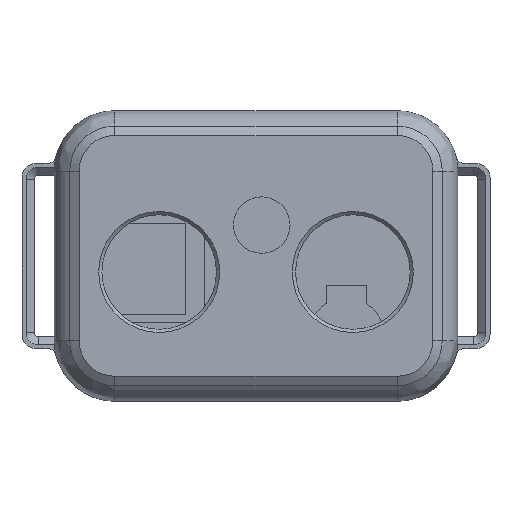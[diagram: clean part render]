
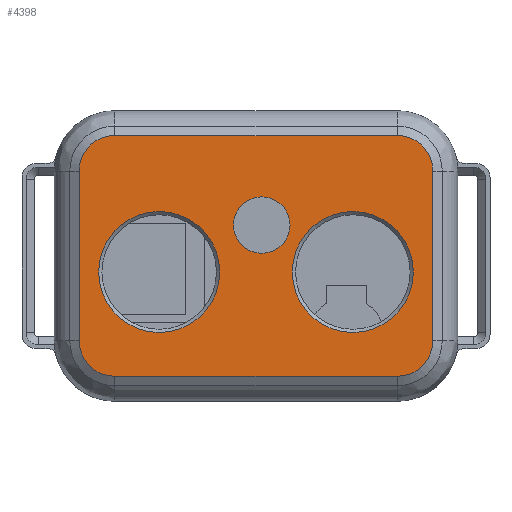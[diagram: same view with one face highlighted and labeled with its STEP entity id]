
A CAD part, top view. The second image highlights one B-rep face of the part: STEP entity #4398.
In plain terms, the highlighted planar face has unit normal (0, 0, 1).
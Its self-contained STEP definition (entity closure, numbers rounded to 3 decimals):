
#39=FACE_BOUND('',#557,.T.);
#40=FACE_BOUND('',#558,.T.);
#41=FACE_BOUND('',#559,.T.);
#62=PLANE('',#4674);
#301=FACE_OUTER_BOUND('',#556,.T.);
#556=EDGE_LOOP('',(#3068,#3069,#3070,#3071,#3072,#3073,#3074,#3075));
#557=EDGE_LOOP('',(#3076));
#558=EDGE_LOOP('',(#3077));
#559=EDGE_LOOP('',(#3078));
#834=LINE('',#6448,#1320);
#835=LINE('',#6452,#1321);
#836=LINE('',#6456,#1322);
#837=LINE('',#6459,#1323);
#1320=VECTOR('',#5112,10.);
#1321=VECTOR('',#5115,10.);
#1322=VECTOR('',#5118,10.);
#1323=VECTOR('',#5121,10.);
#1804=CIRCLE('',#4670,3.5);
#1807=CIRCLE('',#4675,4.419);
#1808=CIRCLE('',#4676,4.419);
#1809=CIRCLE('',#4677,4.419);
#1810=CIRCLE('',#4678,4.419);
#1811=CIRCLE('',#4679,7.5);
#1812=CIRCLE('',#4680,7.5);
#1970=VERTEX_POINT('',#6434);
#1973=VERTEX_POINT('',#6444);
#1974=VERTEX_POINT('',#6445);
#1975=VERTEX_POINT('',#6447);
#1976=VERTEX_POINT('',#6449);
#1977=VERTEX_POINT('',#6451);
#1978=VERTEX_POINT('',#6453);
#1979=VERTEX_POINT('',#6455);
#1980=VERTEX_POINT('',#6457);
#1981=VERTEX_POINT('',#6460);
#1982=VERTEX_POINT('',#6462);
#2398=EDGE_CURVE('',#1970,#1970,#1804,.T.);
#2403=EDGE_CURVE('',#1973,#1974,#1807,.T.);
#2404=EDGE_CURVE('',#1974,#1975,#834,.T.);
#2405=EDGE_CURVE('',#1975,#1976,#1808,.T.);
#2406=EDGE_CURVE('',#1976,#1977,#835,.T.);
#2407=EDGE_CURVE('',#1977,#1978,#1809,.T.);
#2408=EDGE_CURVE('',#1978,#1979,#836,.T.);
#2409=EDGE_CURVE('',#1979,#1980,#1810,.T.);
#2410=EDGE_CURVE('',#1980,#1973,#837,.T.);
#2411=EDGE_CURVE('',#1981,#1981,#1811,.T.);
#2412=EDGE_CURVE('',#1982,#1982,#1812,.T.);
#3068=ORIENTED_EDGE('',*,*,#2403,.T.);
#3069=ORIENTED_EDGE('',*,*,#2404,.T.);
#3070=ORIENTED_EDGE('',*,*,#2405,.T.);
#3071=ORIENTED_EDGE('',*,*,#2406,.T.);
#3072=ORIENTED_EDGE('',*,*,#2407,.T.);
#3073=ORIENTED_EDGE('',*,*,#2408,.T.);
#3074=ORIENTED_EDGE('',*,*,#2409,.T.);
#3075=ORIENTED_EDGE('',*,*,#2410,.T.);
#3076=ORIENTED_EDGE('',*,*,#2411,.T.);
#3077=ORIENTED_EDGE('',*,*,#2412,.T.);
#3078=ORIENTED_EDGE('',*,*,#2398,.F.);
#4398=ADVANCED_FACE('',(#301,#39,#40,#41),#62,.T.);
#4670=AXIS2_PLACEMENT_3D('',#6435,#5098,#5099);
#4674=AXIS2_PLACEMENT_3D('',#6443,#5108,#5109);
#4675=AXIS2_PLACEMENT_3D('',#6446,#5110,#5111);
#4676=AXIS2_PLACEMENT_3D('',#6450,#5113,#5114);
#4677=AXIS2_PLACEMENT_3D('',#6454,#5116,#5117);
#4678=AXIS2_PLACEMENT_3D('',#6458,#5119,#5120);
#4679=AXIS2_PLACEMENT_3D('',#6461,#5122,#5123);
#4680=AXIS2_PLACEMENT_3D('',#6463,#5124,#5125);
#5098=DIRECTION('center_axis',(0.,0.,1.));
#5099=DIRECTION('ref_axis',(1.,0.,0.));
#5108=DIRECTION('center_axis',(0.,0.,1.));
#5109=DIRECTION('ref_axis',(1.,0.,0.));
#5110=DIRECTION('center_axis',(0.,0.,1.));
#5111=DIRECTION('ref_axis',(0.,1.,0.));
#5112=DIRECTION('',(-1.,0.,0.));
#5113=DIRECTION('center_axis',(0.,0.,1.));
#5114=DIRECTION('ref_axis',(-1.,0.,0.));
#5115=DIRECTION('',(0.,-1.,0.));
#5116=DIRECTION('center_axis',(0.,0.,1.));
#5117=DIRECTION('ref_axis',(0.,-1.,0.));
#5118=DIRECTION('',(1.,0.,0.));
#5119=DIRECTION('center_axis',(0.,0.,1.));
#5120=DIRECTION('ref_axis',(1.,0.,0.));
#5121=DIRECTION('',(0.,1.,0.));
#5122=DIRECTION('center_axis',(0.,0.,-1.));
#5123=DIRECTION('ref_axis',(-1.,0.,0.));
#5124=DIRECTION('center_axis',(0.,0.,-1.));
#5125=DIRECTION('ref_axis',(-1.,0.,0.));
#6434=CARTESIAN_POINT('',(-2.786,3.819,12.4));
#6435=CARTESIAN_POINT('Origin',(0.714,3.819,12.4));
#6443=CARTESIAN_POINT('Origin',(0.,0.,12.4));
#6444=CARTESIAN_POINT('',(21.919,10.5,12.4));
#6445=CARTESIAN_POINT('',(17.5,14.919,12.4));
#6446=CARTESIAN_POINT('Origin',(17.5,10.5,12.4));
#6447=CARTESIAN_POINT('',(-17.5,14.919,12.4));
#6448=CARTESIAN_POINT('',(-8.75,14.919,12.4));
#6449=CARTESIAN_POINT('',(-21.919,10.5,12.4));
#6450=CARTESIAN_POINT('Origin',(-17.5,10.5,12.4));
#6451=CARTESIAN_POINT('',(-21.919,-10.5,12.4));
#6452=CARTESIAN_POINT('',(-21.919,-5.25,12.4));
#6453=CARTESIAN_POINT('',(-17.5,-14.919,12.4));
#6454=CARTESIAN_POINT('Origin',(-17.5,-10.5,12.4));
#6455=CARTESIAN_POINT('',(17.5,-14.919,12.4));
#6456=CARTESIAN_POINT('',(8.75,-14.919,12.4));
#6457=CARTESIAN_POINT('',(21.919,-10.5,12.4));
#6458=CARTESIAN_POINT('Origin',(17.5,-10.5,12.4));
#6459=CARTESIAN_POINT('',(21.919,0.,12.4));
#6460=CARTESIAN_POINT('',(-4.5,-2.,12.4));
#6461=CARTESIAN_POINT('Origin',(-12.,-2.,12.4));
#6462=CARTESIAN_POINT('',(19.5,-2.,12.4));
#6463=CARTESIAN_POINT('Origin',(12.,-2.,12.4));
